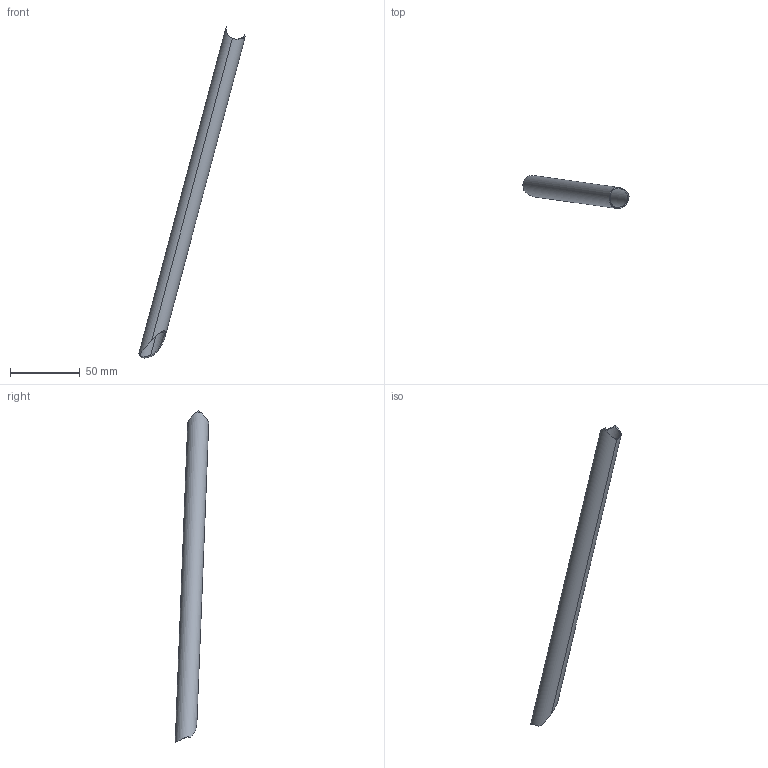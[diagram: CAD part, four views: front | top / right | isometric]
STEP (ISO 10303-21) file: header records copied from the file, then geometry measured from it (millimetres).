
FILE_DESCRIPTION(('STEP AP214'),'1');
FILE_NAME('36.stp','2019-12-01T20:58:08',(' '),(' '),'Spatial InterOp 3D',' ',' ');
FILE_SCHEMA(('AUTOMOTIVE_DESIGN { 1 0 10303 214 1 1 1 1 }'));
Length unit declared in the file: metre
Products named in the file (1): PartBody/Trim.1
Bounding box: 75.88 x 23.93 x 237.24 mm (x, y, z)
Volume: 7715.9 mm3; surface area: 20691.3 mm2
Topology: 1 solids, 1 shells, 9 faces, 28 edges, 19 vertices
Faces by surface type: cylinder 9
Entity records: 1316 total; most frequent: CARTESIAN_POINT 892, ORIENTED_EDGE 56, STYLED_ITEM 33, PRESENTATION_STYLE_ASSIGNMENT 33, COLOUR_RGB 33, EDGE_CURVE 28, DIRECTION 25, CURVE_STYLE 23
